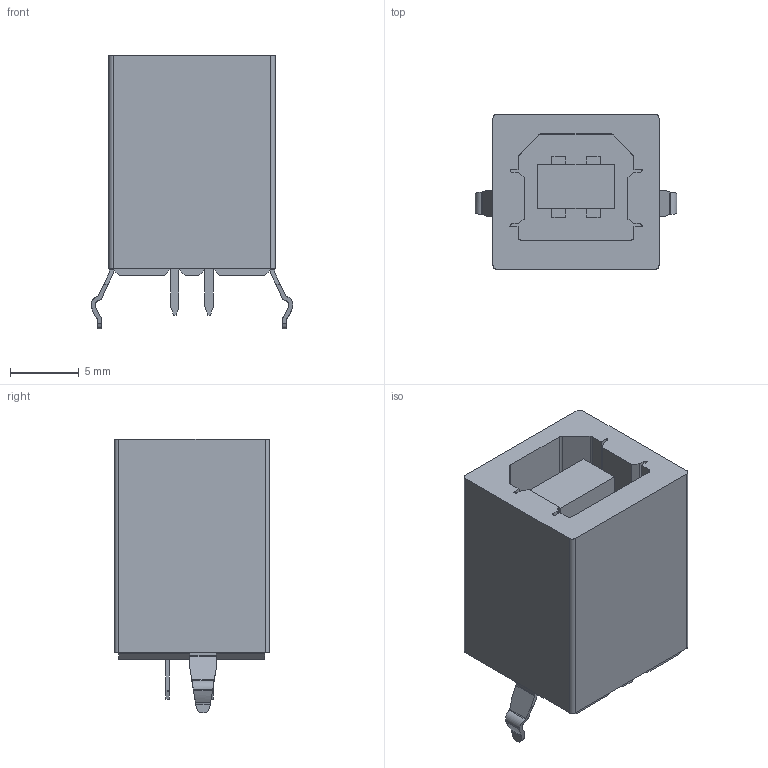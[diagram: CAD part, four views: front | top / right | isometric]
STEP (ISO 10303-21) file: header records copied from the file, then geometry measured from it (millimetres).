
FILE_DESCRIPTION(('STEP AP203'),'1');
FILE_NAME('a-usb_b-top-c.stp','2022-05-31T01:54:18',('TraceParts'),('TraceParts S.A.'),'Spatial InterOp 3D',' ',' ');
FILE_SCHEMA(('CONFIG_CONTROL_DESIGN'));
Length unit declared in the file: millimetre
Products named in the file (1): 1
Bounding box: 14.7 x 11.3 x 19.95 mm (x, y, z)
Volume: 1550.6 mm3; surface area: 1913.1 mm2
Topology: 1 solids, 1 shells, 189 faces, 540 edges, 360 vertices
Faces by surface type: plane 141, cylinder 48
Entity records: 6174 total; most frequent: CARTESIAN_POINT 1090, ORIENTED_EDGE 1080, DIRECTION 1016, EDGE_CURVE 540, LINE 444, VECTOR 444, VERTEX_POINT 360, AXIS2_PLACEMENT_3D 286
